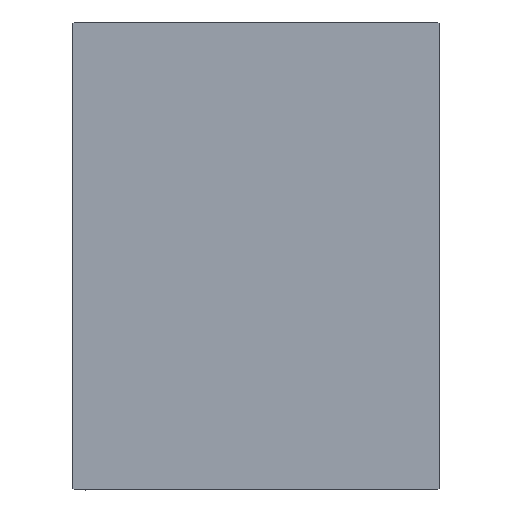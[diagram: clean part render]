
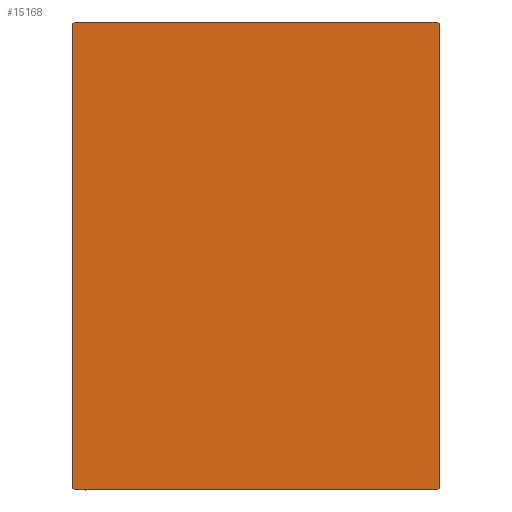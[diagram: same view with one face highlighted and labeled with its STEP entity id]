
A CAD part, left-side view. The second image highlights one B-rep face of the part: STEP entity #15168.
In plain terms, the highlighted face is planar.
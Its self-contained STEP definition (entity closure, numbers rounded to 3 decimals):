
#948 = DIRECTION ( 'NONE',  ( 0., -1., 0. ) ) ;
#1001 = VERTEX_POINT ( 'NONE', #5081 ) ;
#1172 = LINE ( 'NONE', #42829, #41551 ) ;
#1373 = EDGE_CURVE ( 'NONE', #33142, #19837, #36946, .T. ) ;
#1523 = DIRECTION ( 'NONE',  ( 0., 0., -1. ) ) ;
#3376 = VECTOR ( 'NONE', #34666, 1000. ) ;
#3705 = EDGE_CURVE ( 'NONE', #19837, #1001, #32711, .T. ) ;
#3796 = DIRECTION ( 'NONE',  ( 0., 0., 1. ) ) ;
#3998 = VECTOR ( 'NONE', #36411, 1000. ) ;
#4405 = CARTESIAN_POINT ( 'NONE',  ( 278., 45., 57.5 ) ) ;
#4738 = ORIENTED_EDGE ( 'NONE', *, *, #43582, .T. ) ;
#5057 = VECTOR ( 'NONE', #3796, 1000. ) ;
#5081 = CARTESIAN_POINT ( 'NONE',  ( 278., -44.7, 57.5 ) ) ;
#5327 = ORIENTED_EDGE ( 'NONE', *, *, #24206, .T. ) ;
#5853 = CARTESIAN_POINT ( 'NONE',  ( 278., 44.7, 57.5 ) ) ;
#7583 = CARTESIAN_POINT ( 'NONE',  ( 278., 45., 57.2 ) ) ;
#7698 = LINE ( 'NONE', #31876, #5057 ) ;
#8323 = LINE ( 'NONE', #22362, #3998 ) ;
#9326 = PLANE ( 'NONE',  #31857 ) ;
#10261 = LINE ( 'NONE', #37662, #3376 ) ;
#11954 = ORIENTED_EDGE ( 'NONE', *, *, #21746, .T. ) ;
#12536 = DIRECTION ( 'NONE',  ( 0., -0.707, 0.707 ) ) ;
#13016 = ORIENTED_EDGE ( 'NONE', *, *, #17272, .T. ) ;
#14648 = DIRECTION ( 'NONE',  ( 0., 0., -1. ) ) ;
#14847 = CARTESIAN_POINT ( 'NONE',  ( 278., -51.1, -51.1 ) ) ;
#15168 = ADVANCED_FACE ( 'NONE', ( #19230 ), #9326, .T. ) ;
#15732 = VECTOR ( 'NONE', #36031, 1000. ) ;
#16219 = CARTESIAN_POINT ( 'NONE',  ( 278., 51.1, 51.1 ) ) ;
#16532 = CARTESIAN_POINT ( 'NONE',  ( 278., -45., -57.2 ) ) ;
#17272 = EDGE_CURVE ( 'NONE', #1001, #23830, #8323, .T. ) ;
#17930 = ORIENTED_EDGE ( 'NONE', *, *, #1373, .T. ) ;
#18505 = VECTOR ( 'NONE', #12536, 1000. ) ;
#19013 = CARTESIAN_POINT ( 'NONE',  ( 278., 0., 0. ) ) ;
#19096 = DIRECTION ( 'NONE',  ( 0., 0.707, 0.707 ) ) ;
#19230 = FACE_OUTER_BOUND ( 'NONE', #30241, .T. ) ;
#19837 = VERTEX_POINT ( 'NONE', #5853 ) ;
#21563 = CARTESIAN_POINT ( 'NONE',  ( 278., -45., 57.5 ) ) ;
#21746 = EDGE_CURVE ( 'NONE', #23830, #37971, #29606, .T. ) ;
#22362 = CARTESIAN_POINT ( 'NONE',  ( 278., -51.1, 51.1 ) ) ;
#22534 = ORIENTED_EDGE ( 'NONE', *, *, #32304, .T. ) ;
#23056 = VECTOR ( 'NONE', #14648, 1000. ) ;
#23767 = CARTESIAN_POINT ( 'NONE',  ( 278., -45., 57.2 ) ) ;
#23830 = VERTEX_POINT ( 'NONE', #23767 ) ;
#24206 = EDGE_CURVE ( 'NONE', #33719, #41864, #1172, .T. ) ;
#29606 = LINE ( 'NONE', #21563, #23056 ) ;
#30241 = EDGE_LOOP ( 'NONE', ( #4738, #5327, #22534, #17930, #32827, #13016, #11954, #32256 ) ) ;
#31857 = AXIS2_PLACEMENT_3D ( 'NONE', #19013, #33060, #1523 ) ;
#31876 = CARTESIAN_POINT ( 'NONE',  ( 278., 45., -57.5 ) ) ;
#32256 = ORIENTED_EDGE ( 'NONE', *, *, #40696, .T. ) ;
#32304 = EDGE_CURVE ( 'NONE', #41864, #33142, #7698, .T. ) ;
#32711 = LINE ( 'NONE', #4405, #33034 ) ;
#32827 = ORIENTED_EDGE ( 'NONE', *, *, #3705, .T. ) ;
#33034 = VECTOR ( 'NONE', #948, 1000. ) ;
#33060 = DIRECTION ( 'NONE',  ( 1., 0., 0. ) ) ;
#33142 = VERTEX_POINT ( 'NONE', #7583 ) ;
#33485 = CARTESIAN_POINT ( 'NONE',  ( 278., 45., -57.2 ) ) ;
#33622 = CARTESIAN_POINT ( 'NONE',  ( 278., 44.7, -57.5 ) ) ;
#33719 = VERTEX_POINT ( 'NONE', #33622 ) ;
#34666 = DIRECTION ( 'NONE',  ( 0., 1., 0. ) ) ;
#36031 = DIRECTION ( 'NONE',  ( 0., 0.707, -0.707 ) ) ;
#36411 = DIRECTION ( 'NONE',  ( 0., -0.707, -0.707 ) ) ;
#36946 = LINE ( 'NONE', #16219, #18505 ) ;
#37662 = CARTESIAN_POINT ( 'NONE',  ( 278., -45., -57.5 ) ) ;
#37971 = VERTEX_POINT ( 'NONE', #16532 ) ;
#39925 = CARTESIAN_POINT ( 'NONE',  ( 278., -44.7, -57.5 ) ) ;
#40150 = LINE ( 'NONE', #14847, #15732 ) ;
#40696 = EDGE_CURVE ( 'NONE', #37971, #40762, #40150, .T. ) ;
#40762 = VERTEX_POINT ( 'NONE', #39925 ) ;
#41551 = VECTOR ( 'NONE', #19096, 1000. ) ;
#41864 = VERTEX_POINT ( 'NONE', #33485 ) ;
#42829 = CARTESIAN_POINT ( 'NONE',  ( 278., 51.1, -51.1 ) ) ;
#43582 = EDGE_CURVE ( 'NONE', #40762, #33719, #10261, .T. ) ;
